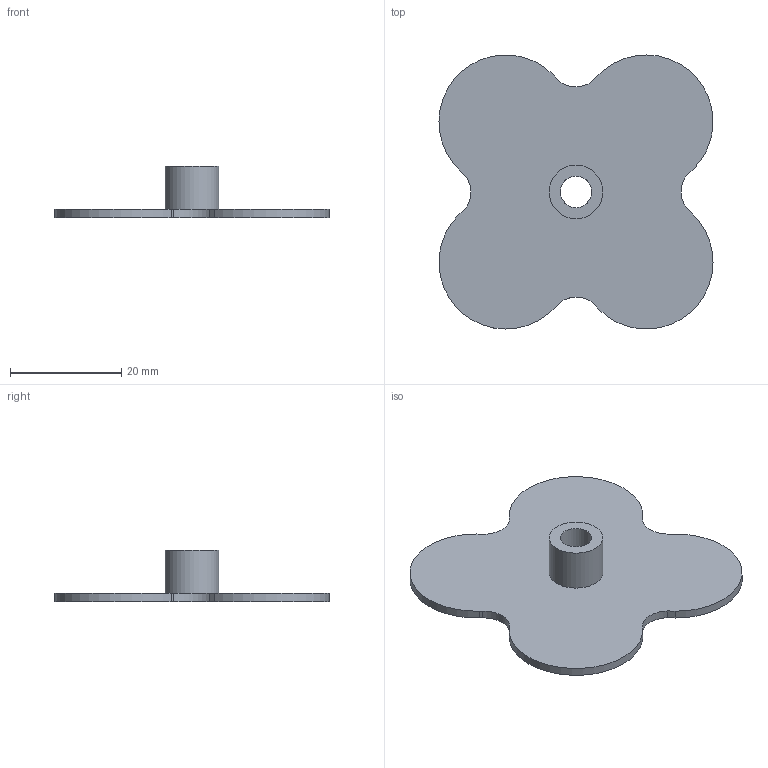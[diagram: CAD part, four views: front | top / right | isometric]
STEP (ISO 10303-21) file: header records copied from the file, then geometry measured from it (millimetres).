
FILE_DESCRIPTION(/* description */ (''),/* implementation_level */ '2;1');
FILE_NAME(/* name */ 'Rondel-3',/* time_stamp */ '2024-11-16T18:49:06+01:00',/* author */ (''),/* organization */ (''),/* preprocessor_version */ 'ST-DEVELOPER v19.2',/* originating_system */ 'Rhino 8.13',/* authorisation */ '');
FILE_SCHEMA (('CONFIG_CONTROL_DESIGN'));
Length unit declared in the file: millimetre
Products named in the file (1): Document
Bounding box: 49.2 x 49.2 x 9.18 mm (x, y, z)
Volume: 3415.5 mm3; surface area: 4742.3 mm2
Topology: 1 solids, 1 shells, 21 faces, 54 edges, 36 vertices
Faces by surface type: plane 11, cylinder 10
Full cylindrical faces by diameter (mm): 5.638 x1, 9.638 x1
Entity records: 722 total; most frequent: CARTESIAN_POINT 179, ORIENTED_EDGE 108, DIRECTION 65, EDGE_CURVE 54, AXIS2_PLACEMENT_3D 43, VERTEX_POINT 36, B_SPLINE_CURVE_WITH_KNOTS 25, EDGE_LOOP 24
